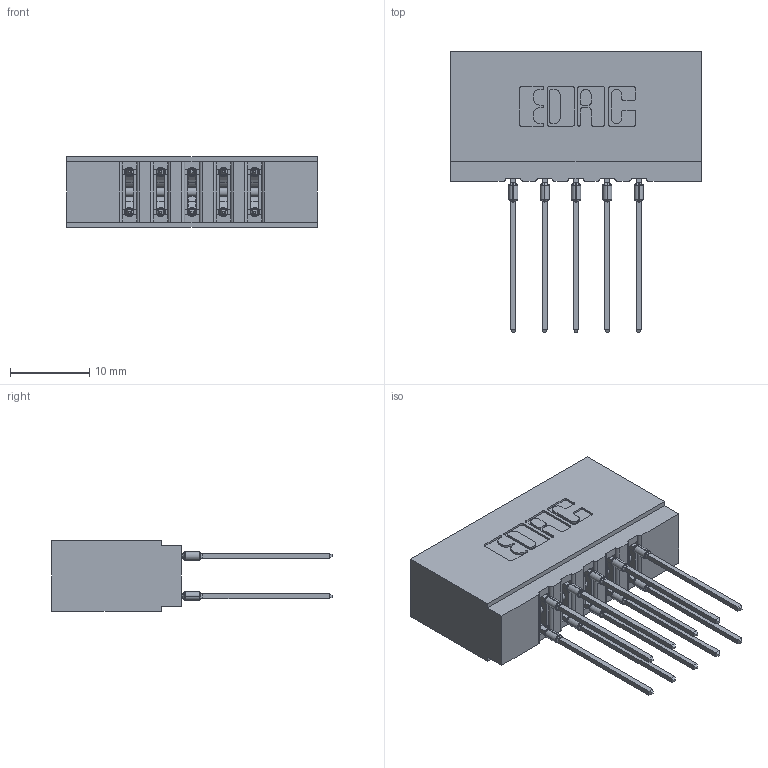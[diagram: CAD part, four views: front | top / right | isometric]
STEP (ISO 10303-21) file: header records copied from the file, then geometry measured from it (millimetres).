
FILE_DESCRIPTION (( 'STEP AP203' ), '1' );
FILE_NAME ('737-010-541-201.STEP', '2020-09-10T18:51:50', ( '' ), ( '' ), 'SwSTEP 2.0', 'SolidWorks 2020', '' );
FILE_SCHEMA (( 'CONFIG_CONTROL_DESIGN' ));
Length unit declared in the file: inch
Products named in the file (3): 745-292-001_541; 737-010-541-201; 737 Part_Insulator Option - 01
Assembly tree (11 placements, depth 2):
  737-010-541-201
    737 Part_Insulator Option - 01
    745-292-001_541  x10
Bounding box: 31.65 x 35.45 x 8.89 mm (x, y, z)
Volume: 3412.4 mm3; surface area: 4360 mm2
Topology: 11 solids, 11 shells, 994 faces, 2675 edges, 1690 vertices
Faces by surface type: plane 519, cylinder 215, bspline 200, torus 60
Entity records: 13607 total; most frequent: CARTESIAN_POINT 2875, ORIENTED_EDGE 2236, DIRECTION 1984, EDGE_CURVE 1118, LINE 906, VECTOR 906, VERTEX_POINT 718, AXIS2_PLACEMENT_3D 539
